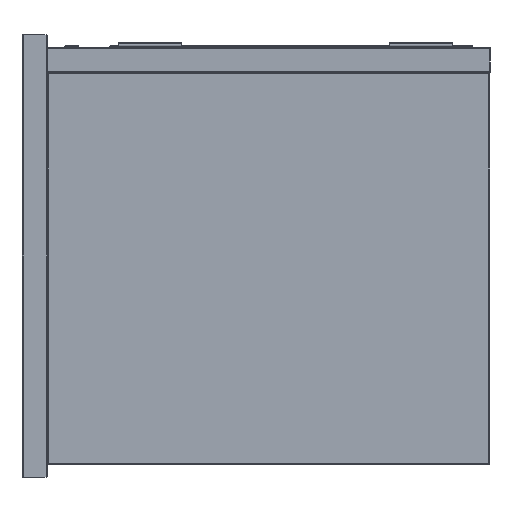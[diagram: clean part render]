
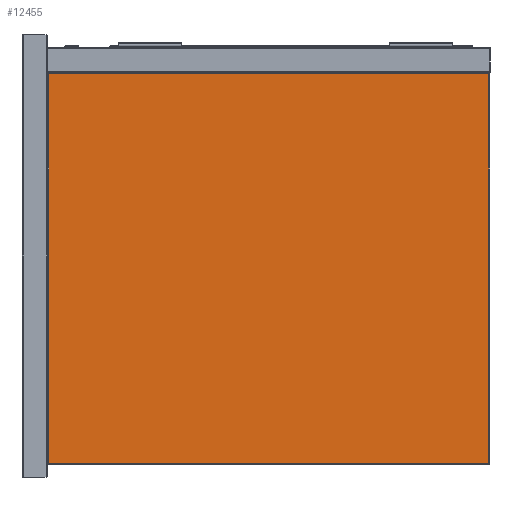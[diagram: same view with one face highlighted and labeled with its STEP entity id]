
A CAD part, left-side view. The second image highlights one B-rep face of the part: STEP entity #12455.
In plain terms, the highlighted planar face has unit normal (-1, 0, 0).
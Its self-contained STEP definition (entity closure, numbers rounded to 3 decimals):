
#311 = ORIENTED_EDGE ( 'NONE', *, *, #21315, .T. ) ;
#1232 = LINE ( 'NONE', #16887, #24706 ) ;
#3004 = VERTEX_POINT ( 'NONE', #30177 ) ;
#4636 = FACE_OUTER_BOUND ( 'NONE', #16096, .T. ) ;
#5448 = CARTESIAN_POINT ( 'NONE',  ( -270., 350., -42. ) ) ;
#7161 = VERTEX_POINT ( 'NONE', #11273 ) ;
#7823 = VERTEX_POINT ( 'NONE', #12403 ) ;
#8653 = EDGE_CURVE ( 'NONE', #3004, #7823, #27446, .T. ) ;
#9923 = VECTOR ( 'NONE', #16496, 1000. ) ;
#10321 = EDGE_CURVE ( 'NONE', #7161, #3004, #1232, .T. ) ;
#10521 = CARTESIAN_POINT ( 'NONE',  ( -270., -348., -660. ) ) ;
#10633 = PLANE ( 'NONE',  #31068 ) ;
#11273 = CARTESIAN_POINT ( 'NONE',  ( -270., 348., -42. ) ) ;
#12268 = VECTOR ( 'NONE', #16923, 1000. ) ;
#12403 = CARTESIAN_POINT ( 'NONE',  ( -270., -348., -658. ) ) ;
#12455 = ADVANCED_FACE ( 'Fl�che7', ( #4636 ), #10633, .T. ) ;
#12604 = LINE ( 'NONE', #10521, #18441 ) ;
#14391 = EDGE_CURVE ( 'NONE', #21097, #7161, #32801, .T. ) ;
#14424 = DIRECTION ( 'NONE',  ( 0., 0., -1. ) ) ;
#14562 = CARTESIAN_POINT ( 'NONE',  ( -270., -348., -42. ) ) ;
#15594 = DIRECTION ( 'NONE',  ( 0., 0., 1. ) ) ;
#16096 = EDGE_LOOP ( 'NONE', ( #311, #16817, #18958, #26107 ) ) ;
#16496 = DIRECTION ( 'NONE',  ( 0., 1., 0. ) ) ;
#16817 = ORIENTED_EDGE ( 'NONE', *, *, #14391, .T. ) ;
#16887 = CARTESIAN_POINT ( 'NONE',  ( -270., 348., -660. ) ) ;
#16923 = DIRECTION ( 'NONE',  ( 0., -1., 0. ) ) ;
#18441 = VECTOR ( 'NONE', #15594, 1000. ) ;
#18958 = ORIENTED_EDGE ( 'NONE', *, *, #10321, .T. ) ;
#21097 = VERTEX_POINT ( 'NONE', #14562 ) ;
#21315 = EDGE_CURVE ( 'NONE', #7823, #21097, #12604, .T. ) ;
#21321 = CARTESIAN_POINT ( 'NONE',  ( -270., -350., -660. ) ) ;
#24706 = VECTOR ( 'NONE', #14424, 1000. ) ;
#26107 = ORIENTED_EDGE ( 'NONE', *, *, #8653, .T. ) ;
#26396 = DIRECTION ( 'NONE',  ( -1., 0., 0. ) ) ;
#27446 = LINE ( 'NONE', #30414, #12268 ) ;
#30177 = CARTESIAN_POINT ( 'NONE',  ( -270., 348., -658. ) ) ;
#30414 = CARTESIAN_POINT ( 'NONE',  ( -270., -350., -658. ) ) ;
#31068 = AXIS2_PLACEMENT_3D ( 'NONE', #21321, #26396, #32006 ) ;
#32006 = DIRECTION ( 'NONE',  ( 0., 0., 1. ) ) ;
#32801 = LINE ( 'NONE', #5448, #9923 ) ;
